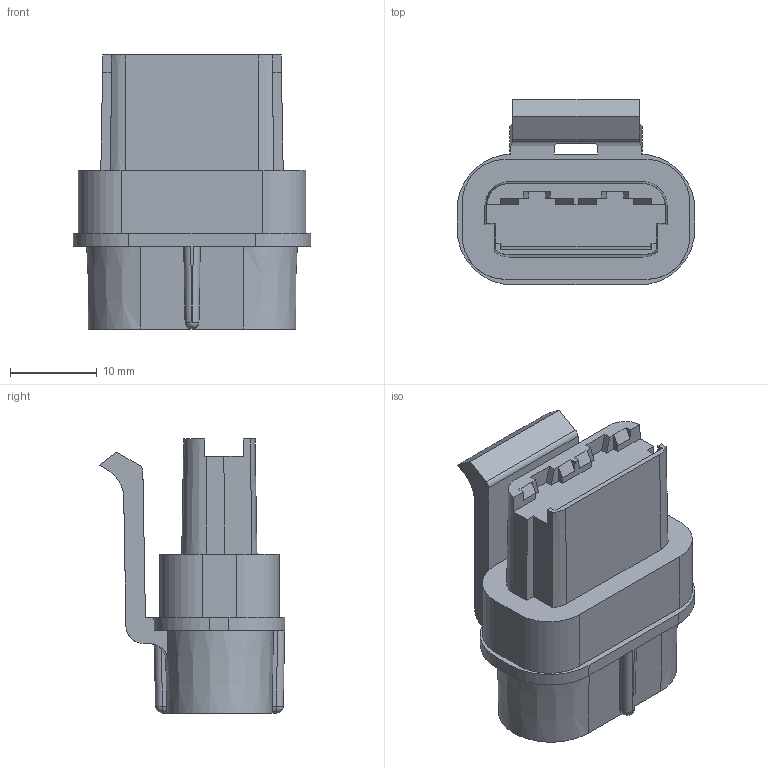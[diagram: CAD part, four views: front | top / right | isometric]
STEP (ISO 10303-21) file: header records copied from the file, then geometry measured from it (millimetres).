
FILE_DESCRIPTION(/* description */ (''),/* implementation_level */ '2;1');
FILE_NAME(/* name */ '12033769-ENV11_08-CONN.stp',/* time_stamp */ '2019-01-11T10:33:41+08:00',/* author */ (''),/* organization */ (''),/* preprocessor_version */ 'ST-DEVELOPER v16',/* originating_system */ 'SIEMENS PLM Software NX 11.0',/* authorisation */ '');
FILE_SCHEMA (('AUTOMOTIVE_DESIGN { 1 0 10303 214 3 1 1 1 }'));
Length unit declared in the file: millimetre
Products named in the file (1): 12033769-ENV11_08-CONN
Bounding box: 27.35 x 21.34 x 31.5 mm (x, y, z)
Volume: 8150.8 mm3; surface area: 3496.2 mm2
Topology: 1 solids, 1 shells, 106 faces, 300 edges, 194 vertices
Faces by surface type: plane 76, cylinder 16, cone 10, sphere 2, torus 2
Entity records: 3464 total; most frequent: CARTESIAN_POINT 665, ORIENTED_EDGE 596, DIRECTION 562, EDGE_CURVE 298, LINE 228, VECTOR 228, VERTEX_POINT 194, AXIS2_PLACEMENT_3D 167
